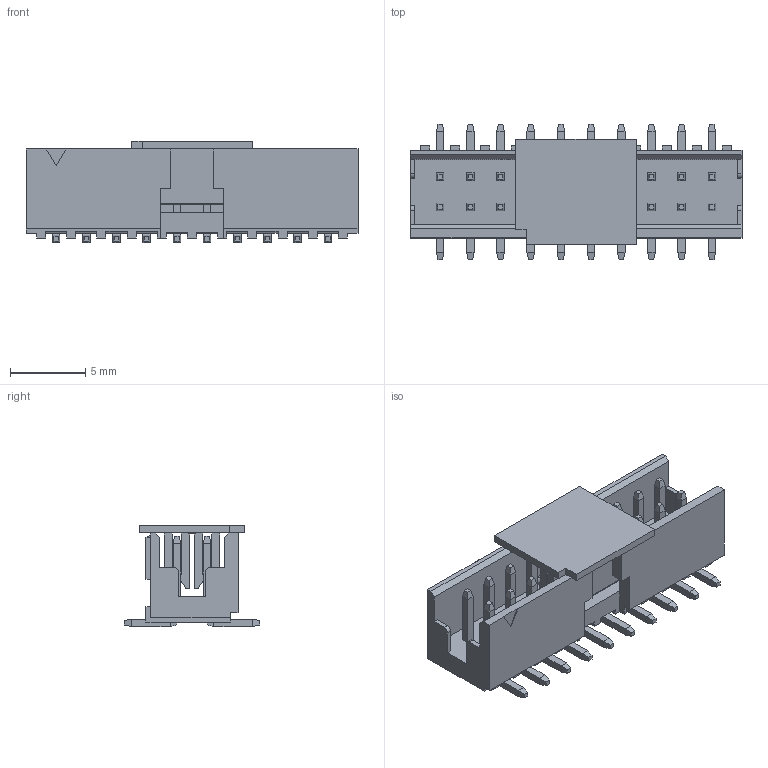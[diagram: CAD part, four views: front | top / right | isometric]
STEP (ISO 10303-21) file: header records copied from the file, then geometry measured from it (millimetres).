
FILE_DESCRIPTION( ('This file contains a STEP AP42 implementation' ,'as created by ZW3D STEP Interface translator.') ,'2;1' );
FILE_NAME( '3122B-XXMXXBK00X1.stp' ,'2312 7.101958', (''), ('ZWCAD Software Co.'), 'Version 1.0', 'ZW3D to STEP translator', '' );
FILE_SCHEMA(('AUTOMOTIVE_DESIGN { 1 0 10303 214 1 1 1 1 }'));
Length unit declared in the file: millimetre
Products named in the file (2): 0; 3122B-20MW0BK00R1
Bounding box: 22 x 9 x 6.7 mm (x, y, z)
Volume: 413.1 mm3; surface area: 1365.3 mm2
Topology: 2 solids, 2 shells, 866 faces, 2101 edges, 1291 vertices
Faces by surface type: plane 798, cylinder 68
Entity records: 25380 total; most frequent: CARTESIAN_POINT 4261, ORIENTED_EDGE 4204, DIRECTION 3972, EDGE_CURVE 2102, VECTOR 1966, LINE 1966, VERTEX_POINT 1292, AXIS2_PLACEMENT_3D 1003
